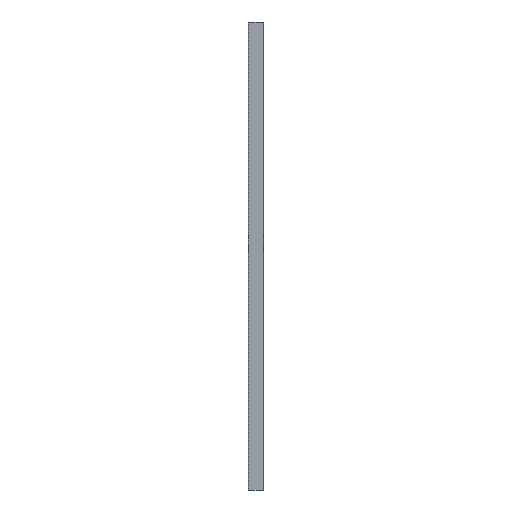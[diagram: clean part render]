
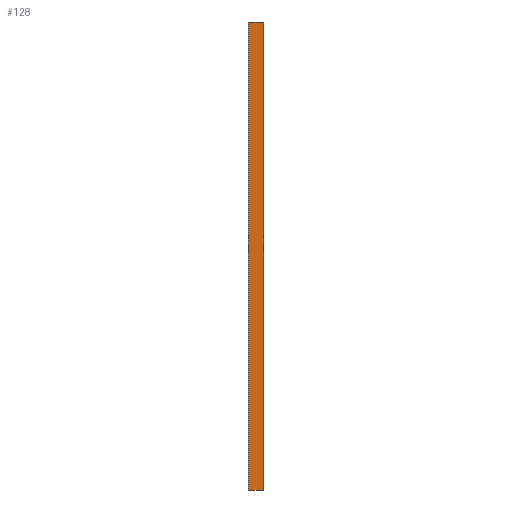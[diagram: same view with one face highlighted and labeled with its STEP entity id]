
A CAD part, left-side view. The second image highlights one B-rep face of the part: STEP entity #128.
In plain terms, the highlighted planar face has unit normal (-1, 0, 0).
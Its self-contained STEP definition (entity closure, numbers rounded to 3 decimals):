
#6 = VERTEX_POINT ( 'NONE', #558 ) ;
#26 = CARTESIAN_POINT ( 'NONE',  ( -2., 0., 0. ) ) ;
#33 = CARTESIAN_POINT ( 'NONE',  ( -2., 98., 3000. ) ) ;
#55 = CARTESIAN_POINT ( 'NONE',  ( -2., 3., 3000. ) ) ;
#92 = DIRECTION ( 'NONE',  ( 0., 1., 0. ) ) ;
#97 = DIRECTION ( 'NONE',  ( 0., 0., -1. ) ) ;
#98 = CARTESIAN_POINT ( 'NONE',  ( -2., 98., 3000. ) ) ;
#128 = ADVANCED_FACE ( 'NONE', ( #412 ), #545, .T. ) ;
#134 = EDGE_CURVE ( 'NONE', #189, #468, #356, .T. ) ;
#145 = EDGE_CURVE ( 'NONE', #189, #6, #377, .T. ) ;
#163 = EDGE_CURVE ( 'NONE', #6, #364, #580, .T. ) ;
#189 = VERTEX_POINT ( 'NONE', #515 ) ;
#200 = CARTESIAN_POINT ( 'NONE',  ( -2., 98., 0. ) ) ;
#220 = CARTESIAN_POINT ( 'NONE',  ( -2., 0., 3000. ) ) ;
#223 = CARTESIAN_POINT ( 'NONE',  ( -2., 0., 3000. ) ) ;
#244 = LINE ( 'NONE', #98, #391 ) ;
#260 = ORIENTED_EDGE ( 'NONE', *, *, #163, .F. ) ;
#307 = EDGE_CURVE ( 'NONE', #468, #364, #244, .T. ) ;
#316 = DIRECTION ( 'NONE',  ( 0., 0., 1. ) ) ;
#346 = ORIENTED_EDGE ( 'NONE', *, *, #145, .F. ) ;
#348 = DIRECTION ( 'NONE',  ( 0., 1., 0. ) ) ;
#356 = LINE ( 'NONE', #220, #387 ) ;
#359 = DIRECTION ( 'NONE',  ( -1., 0., 0. ) ) ;
#364 = VERTEX_POINT ( 'NONE', #200 ) ;
#377 = LINE ( 'NONE', #55, #553 ) ;
#382 = DIRECTION ( 'NONE',  ( 0., 0., -1. ) ) ;
#387 = VECTOR ( 'NONE', #92, 1000. ) ;
#391 = VECTOR ( 'NONE', #97, 1000. ) ;
#412 = FACE_OUTER_BOUND ( 'NONE', #445, .T. ) ;
#430 = ORIENTED_EDGE ( 'NONE', *, *, #307, .T. ) ;
#442 = AXIS2_PLACEMENT_3D ( 'NONE', #223, #359, #316 ) ;
#445 = EDGE_LOOP ( 'NONE', ( #260, #346, #561, #430 ) ) ;
#468 = VERTEX_POINT ( 'NONE', #33 ) ;
#515 = CARTESIAN_POINT ( 'NONE',  ( -2., 3., 3000. ) ) ;
#535 = VECTOR ( 'NONE', #348, 1000. ) ;
#545 = PLANE ( 'NONE',  #442 ) ;
#553 = VECTOR ( 'NONE', #382, 1000. ) ;
#558 = CARTESIAN_POINT ( 'NONE',  ( -2., 3., 0. ) ) ;
#561 = ORIENTED_EDGE ( 'NONE', *, *, #134, .T. ) ;
#580 = LINE ( 'NONE', #26, #535 ) ;
